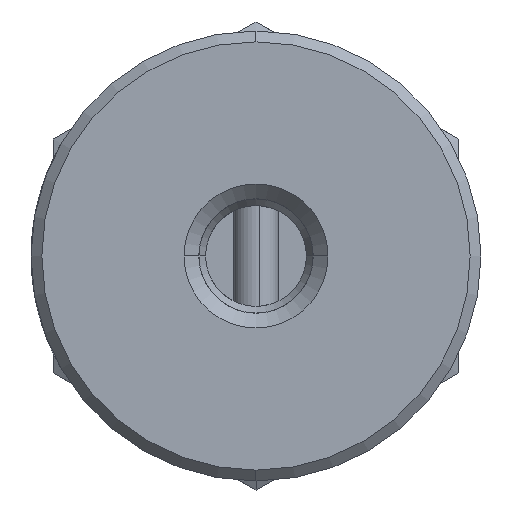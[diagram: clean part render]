
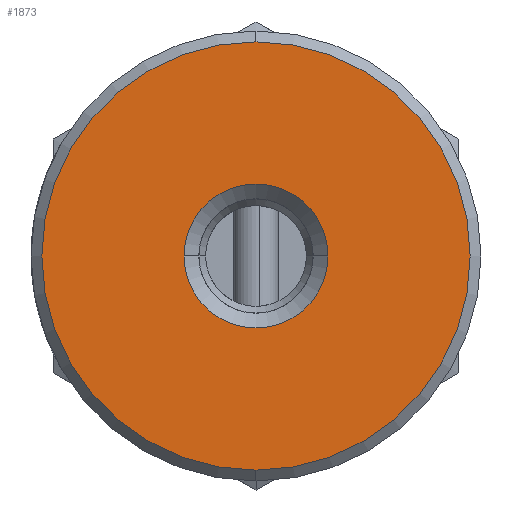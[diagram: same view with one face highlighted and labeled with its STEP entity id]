
A CAD part, left-side view. The second image highlights one B-rep face of the part: STEP entity #1873.
In plain terms, the highlighted planar face has unit normal (-1, 0, 0).
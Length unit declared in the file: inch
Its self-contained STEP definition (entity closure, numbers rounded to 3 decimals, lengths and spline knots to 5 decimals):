
#20 = VERTEX_POINT ( 'NONE', #1316 ) ;
#264 = VERTEX_POINT ( 'NONE', #9180 ) ;
#341 = CARTESIAN_POINT ( 'NONE',  ( -1.528, 0., 0. ) ) ;
#359 = ORIENTED_EDGE ( 'NONE', *, *, #12833, .T. ) ;
#1316 = CARTESIAN_POINT ( 'NONE',  ( -1.528, 0., 0.2975 ) ) ;
#1421 = DIRECTION ( 'NONE',  ( -1., 0., 0. ) ) ;
#1649 = FACE_BOUND ( 'NONE', #7900, .T. ) ;
#1873 = ADVANCED_FACE ( 'NONE', ( #9337, #1649 ), #5664, .F. ) ;
#2310 = CARTESIAN_POINT ( 'NONE',  ( -1.528, 0., 0. ) ) ;
#2562 = CARTESIAN_POINT ( 'NONE',  ( -1.528, 0., 0. ) ) ;
#2751 = ORIENTED_EDGE ( 'NONE', *, *, #6636, .T. ) ;
#3497 = EDGE_CURVE ( 'NONE', #264, #12735, #3576, .T. ) ;
#3527 = DIRECTION ( 'NONE',  ( 1., 0., 0. ) ) ;
#3576 = CIRCLE ( 'NONE', #12013, 0.1 ) ;
#3805 = ORIENTED_EDGE ( 'NONE', *, *, #3497, .T. ) ;
#4643 = DIRECTION ( 'NONE',  ( 0., 1., 0. ) ) ;
#4654 = DIRECTION ( 'NONE',  ( 0., 0., -1. ) ) ;
#4674 = AXIS2_PLACEMENT_3D ( 'NONE', #2310, #7589, #9794 ) ;
#5109 = AXIS2_PLACEMENT_3D ( 'NONE', #7771, #1421, #8943 ) ;
#5664 = PLANE ( 'NONE',  #8520 ) ;
#5779 = DIRECTION ( 'NONE',  ( 0., 0., -1. ) ) ;
#6360 = CIRCLE ( 'NONE', #10203, 0.2975 ) ;
#6405 = VERTEX_POINT ( 'NONE', #7054 ) ;
#6551 = ORIENTED_EDGE ( 'NONE', *, *, #13010, .T. ) ;
#6636 = EDGE_CURVE ( 'NONE', #20, #6405, #6360, .T. ) ;
#6844 = CIRCLE ( 'NONE', #4674, 0.1 ) ;
#6911 = EDGE_LOOP ( 'NONE', ( #6551, #2751 ) ) ;
#7054 = CARTESIAN_POINT ( 'NONE',  ( -1.528, 0., -0.2975 ) ) ;
#7589 = DIRECTION ( 'NONE',  ( 1., 0., 0. ) ) ;
#7771 = CARTESIAN_POINT ( 'NONE',  ( -1.528, 0., 0. ) ) ;
#7810 = DIRECTION ( 'NONE',  ( 1., 0., 0. ) ) ;
#7900 = EDGE_LOOP ( 'NONE', ( #3805, #359 ) ) ;
#8290 = CARTESIAN_POINT ( 'NONE',  ( -1.528, 0.1, 0. ) ) ;
#8520 = AXIS2_PLACEMENT_3D ( 'NONE', #341, #7810, #4654 ) ;
#8943 = DIRECTION ( 'NONE',  ( 0., 0., -1. ) ) ;
#9180 = CARTESIAN_POINT ( 'NONE',  ( -1.528, -0.1, 0. ) ) ;
#9337 = FACE_OUTER_BOUND ( 'NONE', #6911, .T. ) ;
#9658 = CIRCLE ( 'NONE', #5109, 0.2975 ) ;
#9794 = DIRECTION ( 'NONE',  ( 0., 1., 0. ) ) ;
#10177 = DIRECTION ( 'NONE',  ( -1., 0., 0. ) ) ;
#10203 = AXIS2_PLACEMENT_3D ( 'NONE', #2562, #10177, #5779 ) ;
#12013 = AXIS2_PLACEMENT_3D ( 'NONE', #13044, #3527, #4643 ) ;
#12735 = VERTEX_POINT ( 'NONE', #8290 ) ;
#12833 = EDGE_CURVE ( 'NONE', #12735, #264, #6844, .T. ) ;
#13010 = EDGE_CURVE ( 'NONE', #6405, #20, #9658, .T. ) ;
#13044 = CARTESIAN_POINT ( 'NONE',  ( -1.528, 0., 0. ) ) ;
